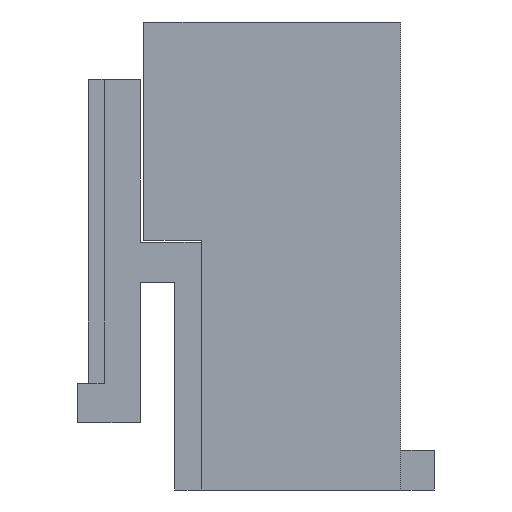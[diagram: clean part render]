
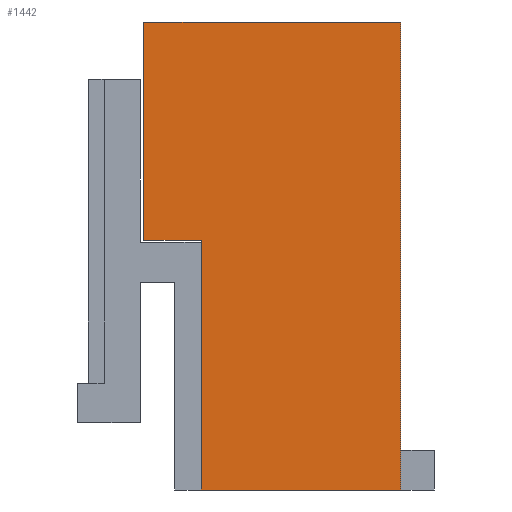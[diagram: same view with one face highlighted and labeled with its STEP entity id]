
A CAD part, left-side view. The second image highlights one B-rep face of the part: STEP entity #1442.
In plain terms, the highlighted planar face has unit normal (-1, 0, 0).
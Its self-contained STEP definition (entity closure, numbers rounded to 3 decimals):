
#1270=CARTESIAN_POINT('',(0.0,5.74,-13.462));
#1271=VERTEX_POINT('',#1270);
#1278=CARTESIAN_POINT('',(0.0,5.74,-6.274));
#1279=VERTEX_POINT('',#1278);
#1280=CARTESIAN_POINT('',(0.0,5.74,0.0));
#1281=DIRECTION('',(0.0,0.0,1.0));
#1282=VECTOR('',#1281,1.0);
#1283=LINE('',#1280,#1282);
#1284=EDGE_CURVE('n� 4',#1271,#1279,#1283,.T.);
#1396=CARTESIAN_POINT('',(0.0,0.0,-13.462));
#1397=VERTEX_POINT('',#1396);
#1398=CARTESIAN_POINT('',(0.0,0.0,0.0));
#1399=VERTEX_POINT('',#1398);
#1400=CARTESIAN_POINT('',(0.0,0.0,0.0));
#1401=DIRECTION('',(0.0,0.0,1.0));
#1402=VECTOR('',#1401,1.0);
#1403=LINE('',#1400,#1402);
#1404=EDGE_CURVE('n� 57',#1397,#1399,#1403,.T.);
#1405=ORIENTED_EDGE('',*,*,#1404,.T.);
#1406=CARTESIAN_POINT('',(0.0,7.391,0.0));
#1407=VERTEX_POINT('',#1406);
#1408=CARTESIAN_POINT('',(0.0,5.74,0.0));
#1409=DIRECTION('',(0.0,-1.0,0.0));
#1410=VECTOR('',#1409,1.0);
#1411=LINE('',#1408,#1410);
#1412=EDGE_CURVE('n� 77',#1407,#1399,#1411,.T.);
#1413=ORIENTED_EDGE('',*,*,#1412,.F.);
#1414=CARTESIAN_POINT('',(0.0,7.391,-6.274));
#1415=VERTEX_POINT('',#1414);
#1416=CARTESIAN_POINT('',(0.0,7.391,0.0));
#1417=DIRECTION('',(0.0,0.0,1.0));
#1418=VECTOR('',#1417,1.0);
#1419=LINE('',#1416,#1418);
#1420=EDGE_CURVE('n� 330',#1415,#1407,#1419,.T.);
#1421=ORIENTED_EDGE('',*,*,#1420,.F.);
#1422=CARTESIAN_POINT('',(0.0,7.391,-6.274));
#1423=DIRECTION('',(0.0,-1.0,0.0));
#1424=VECTOR('',#1423,1.0);
#1425=LINE('',#1422,#1424);
#1426=EDGE_CURVE('n� 316',#1415,#1279,#1425,.T.);
#1427=ORIENTED_EDGE('',*,*,#1426,.T.);
#1428=ORIENTED_EDGE('',*,*,#1284,.F.);
#1429=CARTESIAN_POINT('',(0.0,5.74,-13.462));
#1430=DIRECTION('',(0.0,-1.0,0.0));
#1431=VECTOR('',#1430,1.0);
#1432=LINE('',#1429,#1431);
#1433=EDGE_CURVE('n� 74',#1271,#1397,#1432,.T.);
#1434=ORIENTED_EDGE('',*,*,#1433,.T.);
#1435=EDGE_LOOP('',(#1405,#1413,#1421,#1427,#1428,#1434));
#1436=FACE_OUTER_BOUND('',#1435,.T.);
#1437=CARTESIAN_POINT('',(0.0,5.74,0.0));
#1438=DIRECTION('',(1.0,0.0,0.0));
#1439=DIRECTION('',(0.0,0.0,-1.0));
#1440=AXIS2_PLACEMENT_3D('',#1437,#1438,#1439);
#1441=PLANE('',#1440);
#1442=ADVANCED_FACE('n� 85',(#1436),#1441,.F.);
